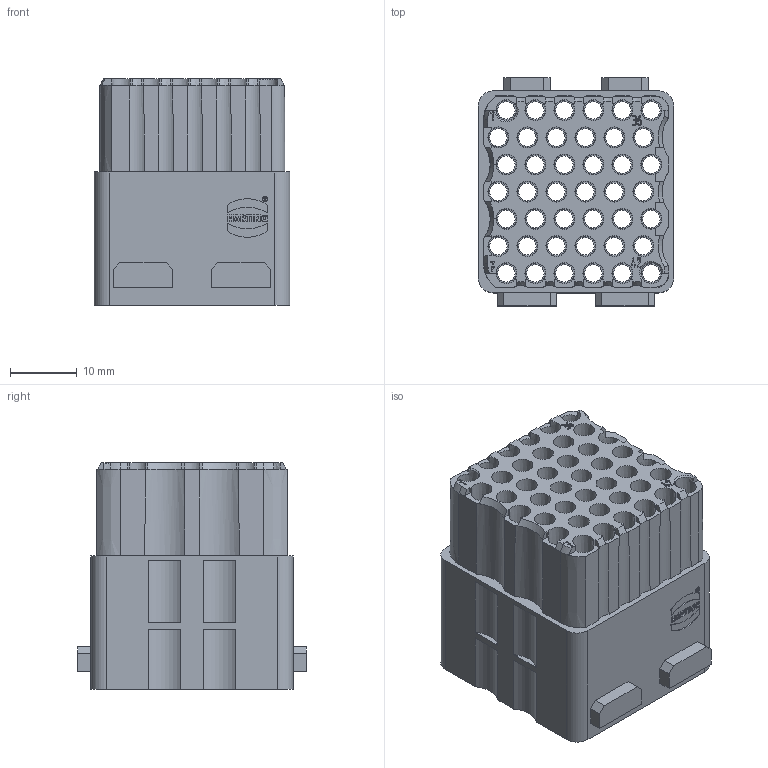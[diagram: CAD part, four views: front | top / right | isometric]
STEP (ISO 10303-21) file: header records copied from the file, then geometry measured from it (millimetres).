
FILE_DESCRIPTION(/* description */ (''),/* implementation_level */ '2;1');
FILE_NAME(/* name */ '100549224ugm000_e.stp',/* time_stamp */ '2017-12-01T10:03:33+01:00',/* author */ (''),/* organization */ (''),/* preprocessor_version */ 'ST-DEVELOPER v16',/* originating_system */ 'SIEMENS PLM Software NX 10.0',/* authorisation */ '');
FILE_SCHEMA (('AUTOMOTIVE_DESIGN { 1 0 10303 214 3 1 1 1 }'));
Length unit declared in the file: millimetre
Products named in the file (1): 100549224ugm000_e
Bounding box: 29.35 x 34.2 x 34 mm (x, y, z)
Volume: 15510.4 mm3; surface area: 20377.6 mm2
Topology: 1 solids, 1 shells, 782 faces, 2233 edges, 1853 vertices
Faces by surface type: plane 426, extrusion 168, cylinder 125, cone 63
Full cylindrical faces by diameter (mm): 0.66 x1, 0.78 x1, 2.62 x42, 3.8 x42
Entity records: 31878 total; most frequent: CARTESIAN_POINT 6603, ORIENTED_EDGE 3678, DIRECTION 3357, EDGE_CURVE 1839, VERTEX_POINT 1293, VECTOR 1255, EDGE_LOOP 1100, LINE 1087
